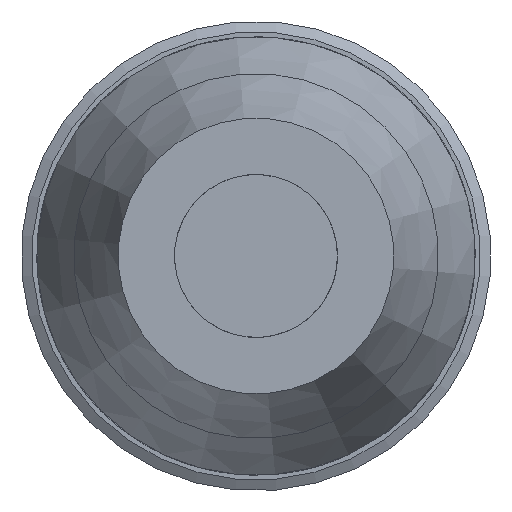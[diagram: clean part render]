
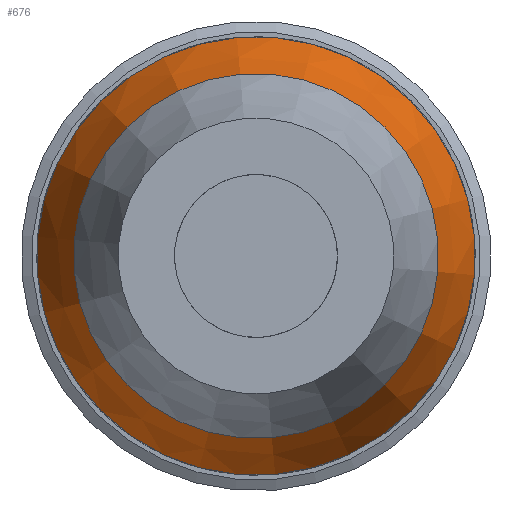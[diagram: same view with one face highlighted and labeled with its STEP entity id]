
A CAD part, left-side view. The second image highlights one B-rep face of the part: STEP entity #676.
In plain terms, the highlighted conical face has half-angle 20.807 degrees and reference radius 5.1 mm.
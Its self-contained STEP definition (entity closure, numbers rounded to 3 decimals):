
#431=CONICAL_SURFACE('',#4447,5.1,20.807);
#676=ADVANCED_FACE('',(#1126,#1127),#431,.T.);
#961=CIRCLE('',#4389,7.);
#990=CIRCLE('',#4445,5.1);
#1126=FACE_BOUND('',#1350,.T.);
#1127=FACE_BOUND('',#1351,.T.);
#1350=EDGE_LOOP('',(#2753));
#1351=EDGE_LOOP('',(#2754));
#2753=ORIENTED_EDGE('',*,*,#3809,.F.);
#2754=ORIENTED_EDGE('',*,*,#3892,.T.);
#3323=VERTEX_POINT('',#7166);
#3382=VERTEX_POINT('',#7611);
#3809=EDGE_CURVE('',#3323,#3323,#961,.T.);
#3892=EDGE_CURVE('',#3382,#3382,#990,.T.);
#4389=AXIS2_PLACEMENT_3D('',#7165,#5262,#5263);
#4445=AXIS2_PLACEMENT_3D('',#7610,#5400,#5401);
#4447=AXIS2_PLACEMENT_3D('',#7613,#5404,#5405);
#5262=DIRECTION('',(1.,0.,0.));
#5263=DIRECTION('',(0.,-0.707,-0.707));
#5400=DIRECTION('',(1.,0.,0.));
#5401=DIRECTION('',(0.,-0.707,-0.707));
#5404=DIRECTION('',(1.,0.,0.));
#5405=DIRECTION('',(0.,0.707,0.707));
#7165=CARTESIAN_POINT('',(20.1,50.,0.));
#7166=CARTESIAN_POINT('',(20.1,45.05,-4.95));
#7610=CARTESIAN_POINT('',(15.1,50.,0.));
#7611=CARTESIAN_POINT('',(15.1,46.394,-3.606));
#7613=CARTESIAN_POINT('',(15.1,50.,0.));
